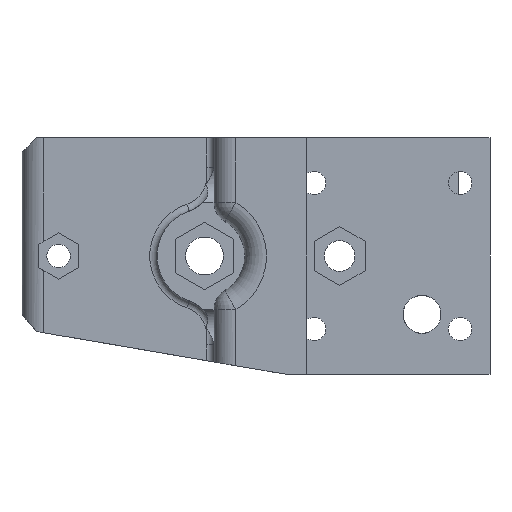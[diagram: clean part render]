
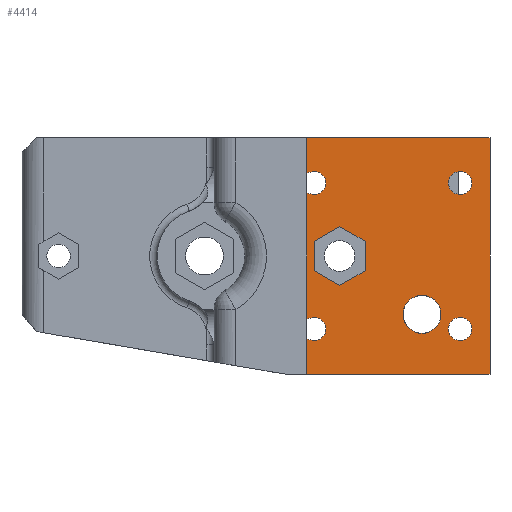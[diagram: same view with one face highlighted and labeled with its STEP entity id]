
A CAD part, front view. The second image highlights one B-rep face of the part: STEP entity #4414.
In plain terms, the highlighted planar face has unit normal (0, -1, 0).
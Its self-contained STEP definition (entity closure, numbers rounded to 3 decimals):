
#49=FACE_BOUND('',#854,.T.);
#50=FACE_BOUND('',#855,.T.);
#51=FACE_BOUND('',#856,.T.);
#52=FACE_BOUND('',#857,.T.);
#53=FACE_BOUND('',#858,.T.);
#54=FACE_BOUND('',#859,.T.);
#368=PLANE('',#4688);
#596=FACE_OUTER_BOUND('',#853,.T.);
#853=EDGE_LOOP('',(#4087,#4088,#4089,#4090));
#854=EDGE_LOOP('',(#4091));
#855=EDGE_LOOP('',(#4092,#4093,#4094,#4095,#4096,#4097));
#856=EDGE_LOOP('',(#4098));
#857=EDGE_LOOP('',(#4099));
#858=EDGE_LOOP('',(#4100));
#859=EDGE_LOOP('',(#4101));
#945=CIRCLE('',#4649,2.6);
#952=CIRCLE('',#4679,1.6);
#953=CIRCLE('',#4681,1.6);
#954=CIRCLE('',#4689,1.6);
#955=CIRCLE('',#4690,1.6);
#1189=LINE('',#7391,#1613);
#1286=LINE('',#7761,#1710);
#1352=LINE('',#7965,#1776);
#1355=LINE('',#7970,#1779);
#1357=LINE('',#7974,#1781);
#1359=LINE('',#7978,#1783);
#1361=LINE('',#7982,#1785);
#1363=LINE('',#7985,#1787);
#1369=LINE('',#7999,#1793);
#1372=LINE('',#8007,#1796);
#1613=VECTOR('',#5076,10.);
#1710=VECTOR('',#5391,10.);
#1776=VECTOR('',#5565,10.);
#1779=VECTOR('',#5570,10.);
#1781=VECTOR('',#5574,10.);
#1783=VECTOR('',#5578,10.);
#1785=VECTOR('',#5582,10.);
#1787=VECTOR('',#5586,10.);
#1793=VECTOR('',#5604,10.);
#1796=VECTOR('',#5617,10.);
#2062=VERTEX_POINT('',#7388);
#2063=VERTEX_POINT('',#7390);
#2158=VERTEX_POINT('',#7758);
#2159=VERTEX_POINT('',#7760);
#2190=VERTEX_POINT('',#7864);
#2223=VERTEX_POINT('',#7963);
#2224=VERTEX_POINT('',#7964);
#2225=VERTEX_POINT('',#7969);
#2226=VERTEX_POINT('',#7973);
#2227=VERTEX_POINT('',#7977);
#2228=VERTEX_POINT('',#7981);
#2229=VERTEX_POINT('',#7987);
#2230=VERTEX_POINT('',#7991);
#2231=VERTEX_POINT('',#8008);
#2232=VERTEX_POINT('',#8010);
#2595=EDGE_CURVE('',#2063,#2062,#1189,.T.);
#2747=EDGE_CURVE('',#2158,#2159,#1286,.T.);
#2792=EDGE_CURVE('',#2190,#2190,#945,.T.);
#2840=EDGE_CURVE('',#2223,#2224,#1352,.T.);
#2843=EDGE_CURVE('',#2225,#2223,#1355,.T.);
#2845=EDGE_CURVE('',#2226,#2225,#1357,.T.);
#2847=EDGE_CURVE('',#2227,#2226,#1359,.T.);
#2849=EDGE_CURVE('',#2228,#2227,#1361,.T.);
#2851=EDGE_CURVE('',#2224,#2228,#1363,.T.);
#2853=EDGE_CURVE('',#2229,#2229,#952,.T.);
#2855=EDGE_CURVE('',#2230,#2230,#953,.T.);
#2859=EDGE_CURVE('',#2158,#2063,#1369,.F.);
#2862=EDGE_CURVE('',#2159,#2062,#1372,.T.);
#2863=EDGE_CURVE('',#2231,#2231,#954,.T.);
#2864=EDGE_CURVE('',#2232,#2232,#955,.T.);
#4087=ORIENTED_EDGE('',*,*,#2862,.F.);
#4088=ORIENTED_EDGE('',*,*,#2747,.F.);
#4089=ORIENTED_EDGE('',*,*,#2859,.T.);
#4090=ORIENTED_EDGE('',*,*,#2595,.T.);
#4091=ORIENTED_EDGE('',*,*,#2792,.T.);
#4092=ORIENTED_EDGE('',*,*,#2840,.F.);
#4093=ORIENTED_EDGE('',*,*,#2843,.F.);
#4094=ORIENTED_EDGE('',*,*,#2845,.F.);
#4095=ORIENTED_EDGE('',*,*,#2847,.F.);
#4096=ORIENTED_EDGE('',*,*,#2849,.F.);
#4097=ORIENTED_EDGE('',*,*,#2851,.F.);
#4098=ORIENTED_EDGE('',*,*,#2863,.T.);
#4099=ORIENTED_EDGE('',*,*,#2864,.T.);
#4100=ORIENTED_EDGE('',*,*,#2855,.T.);
#4101=ORIENTED_EDGE('',*,*,#2853,.T.);
#4414=ADVANCED_FACE('',(#596,#49,#50,#51,#52,#53,#54),#368,.T.);
#4649=AXIS2_PLACEMENT_3D('',#7866,#5476,#5477);
#4679=AXIS2_PLACEMENT_3D('',#7989,#5590,#5591);
#4681=AXIS2_PLACEMENT_3D('',#7993,#5595,#5596);
#4688=AXIS2_PLACEMENT_3D('',#8006,#5615,#5616);
#4689=AXIS2_PLACEMENT_3D('',#8009,#5618,#5619);
#4690=AXIS2_PLACEMENT_3D('',#8011,#5620,#5621);
#5076=DIRECTION('',(-1.,0.,0.));
#5391=DIRECTION('',(-1.,0.,0.));
#5476=DIRECTION('center_axis',(0.,1.,0.));
#5477=DIRECTION('ref_axis',(-1.,0.,0.));
#5565=DIRECTION('',(0.866,0.,-0.5));
#5570=DIRECTION('',(0.,0.,-1.));
#5574=DIRECTION('',(-0.866,0.,-0.5));
#5578=DIRECTION('',(-0.866,0.,0.5));
#5582=DIRECTION('',(0.,0.,1.));
#5586=DIRECTION('',(0.866,0.,0.5));
#5590=DIRECTION('center_axis',(0.,1.,0.));
#5591=DIRECTION('ref_axis',(-1.,0.,0.));
#5595=DIRECTION('center_axis',(0.,1.,0.));
#5596=DIRECTION('ref_axis',(-1.,0.,0.));
#5604=DIRECTION('',(0.,0.,-1.));
#5615=DIRECTION('center_axis',(0.,-1.,0.));
#5616=DIRECTION('ref_axis',(-1.,0.,0.));
#5617=DIRECTION('',(0.,0.,1.));
#5618=DIRECTION('center_axis',(0.,1.,0.));
#5619=DIRECTION('ref_axis',(-1.,0.,0.));
#5620=DIRECTION('center_axis',(0.,1.,0.));
#5621=DIRECTION('ref_axis',(-1.,0.,0.));
#7388=CARTESIAN_POINT('',(1.3,43.,-143.8));
#7390=CARTESIAN_POINT('',(29.1,43.,-143.8));
#7391=CARTESIAN_POINT('',(28.1,43.,-143.8));
#7758=CARTESIAN_POINT('',(29.1,43.,-176.2));
#7760=CARTESIAN_POINT('',(1.3,43.,-176.2));
#7761=CARTESIAN_POINT('',(1.9,43.,-176.2));
#7864=CARTESIAN_POINT('',(22.387,43.,-168.));
#7866=CARTESIAN_POINT('Origin',(19.787,43.,-168.));
#7963=CARTESIAN_POINT('',(5.,43.,-162.021));
#7964=CARTESIAN_POINT('',(8.5,43.,-164.041));
#7965=CARTESIAN_POINT('',(4.487,43.,-161.725));
#7969=CARTESIAN_POINT('',(5.,43.,-157.979));
#7970=CARTESIAN_POINT('',(5.,43.,-158.99));
#7973=CARTESIAN_POINT('',(8.5,43.,-155.959));
#7974=CARTESIAN_POINT('',(6.238,43.,-157.265));
#7977=CARTESIAN_POINT('',(12.,43.,-157.979));
#7978=CARTESIAN_POINT('',(9.738,43.,-156.673));
#7981=CARTESIAN_POINT('',(12.,43.,-162.021));
#7982=CARTESIAN_POINT('',(12.,43.,-161.01));
#7985=CARTESIAN_POINT('',(7.988,43.,-164.337));
#7987=CARTESIAN_POINT('',(26.6,43.,-150.));
#7989=CARTESIAN_POINT('Origin',(25.,43.,-150.));
#7991=CARTESIAN_POINT('',(26.6,43.,-170.));
#7993=CARTESIAN_POINT('Origin',(25.,43.,-170.));
#7999=CARTESIAN_POINT('',(29.1,43.,-168.1));
#8006=CARTESIAN_POINT('Origin',(4.8,43.,-160.));
#8007=CARTESIAN_POINT('',(1.3,43.,-151.9));
#8008=CARTESIAN_POINT('',(6.6,43.,-150.));
#8009=CARTESIAN_POINT('Origin',(5.,43.,-150.));
#8010=CARTESIAN_POINT('',(6.6,43.,-170.));
#8011=CARTESIAN_POINT('Origin',(5.,43.,-170.));
